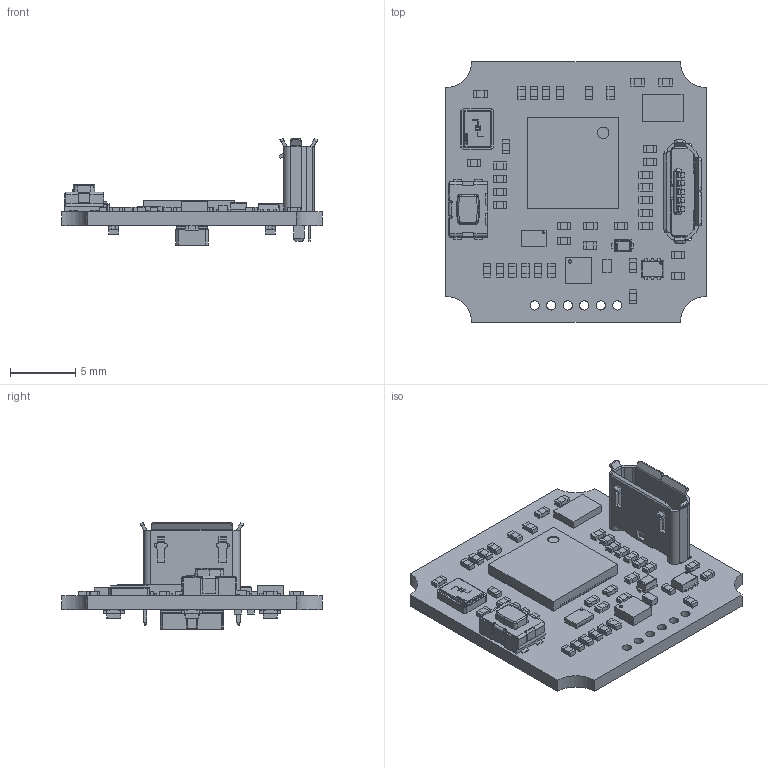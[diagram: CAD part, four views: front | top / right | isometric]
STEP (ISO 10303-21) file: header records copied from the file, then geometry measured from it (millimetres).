
FILE_DESCRIPTION(('Open CASCADE Model'),'2;1');
FILE_NAME('Open CASCADE Shape Model','2023-06-20T08:36:58',('Author'),( 'Open CASCADE'),'Open CASCADE STEP processor 7.5','Open CASCADE 7.5' ,'Unknown');
FILE_SCHEMA(('AUTOMOTIVE_DESIGN { 1 0 10303 214 1 1 1 1 }'));
Length unit declared in the file: millimetre
Products named in the file (133): PCB; Board; Open CASCADE STEP translator 7.5 5.1.1; R16; 7329224240; Extruded; 7329224000; T1; 7329645456; Body; bigPin; smallPine; T2; 7329643456; Open CASCADE STEP translator 6.8 11.1; Open CASCADE STEP translator 6.8 11.2.1; lead; R3; 6084478048; D6; SOD-523F; C7; 6084478208; C6; R14; S1; User Library-Switch-CK-KMR2; User Library-Switch-CK-KMR2_Button; User Library-Switch-CK-KMR2_Boitier; User Library-Switch-CK-KMR2_Tole; User Library-Switch-CK-KMR2_Pads; IC5; 7329641056; Open CASCADE STEP translator 6.8 13.1; Open CASCADE STEP translator 6.8 13.2.1; Thermal_Shape; Pin_Shape; Open CASCADE STEP translator 6.8 13.4.1; Open CASCADE STEP translator 6.8 13.4.2; C5 ...
Assembly tree (323 placements, depth 6):
  PCB
    Board
      Open CASCADE STEP translator 7.5 5.1.1
    R16
      7329224240  x2
        Extruded
      7329224000
        Extruded
    T1
      7329645456
        Body
        bigPin
        smallPine  x2
    T2
      7329643456
        Open CASCADE STEP translator 6.8 11.1
        Body
          Open CASCADE STEP translator 6.8 11.2.1
        lead  x6
    R3
      6084478048  x2
        Extruded
      7329224000
        Extruded
    D6
      SOD-523F
    C7
      6084478208
        Extruded
      6084478048  x2
        Extruded
    C6
      6084478208
        Extruded
      7329224240  x2
        Extruded
    R14
      7329224240  x2
        Extruded
      7329224000
        Extruded
    S1
      User Library-Switch-CK-KMR2
        User Library-Switch-CK-KMR2_Button
        User Library-Switch-CK-KMR2_Boitier
        User Library-Switch-CK-KMR2_Tole
        User Library-Switch-CK-KMR2_Pads
    IC5
      7329641056
        Open CASCADE STEP translator 6.8 13.1
        Body
          Open CASCADE STEP translator 6.8 13.2.1
        Thermal_Shape
        Pin_Shape  x6
          Open CASCADE STEP translator 6.8 13.4.1
          Open CASCADE STEP translator 6.8 13.4.2
    C5
      7329224240  x2
        Extruded
      6084478208
Bounding box: 20 x 20 x 8.24 mm (x, y, z)
Volume: 544.7 mm3; surface area: 1876.7 mm2
Topology: 285 solids, 295 shells, 3645 faces, 8401 edges, 5304 vertices
Faces by surface type: plane 3153, cylinder 323, bspline 123, sphere 28, cone 14, torus 4
Full cylindrical faces by diameter (mm): 0.156 x1, 0.163 x1, 0.25 x1, 0.4 x5, 0.5 x2, 0.7 x6, 0.875 x1
Entity records: 58071 total; most frequent: CARTESIAN_POINT 11218, ORIENTED_EDGE 8750, DIRECTION 8511, EDGE_CURVE 4379, LINE 3537, VECTOR 3537, VERTEX_POINT 2830, AXIS2_PLACEMENT_3D 2487
